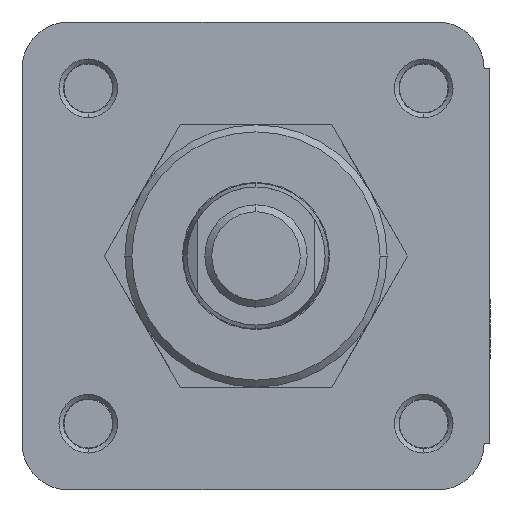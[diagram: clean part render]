
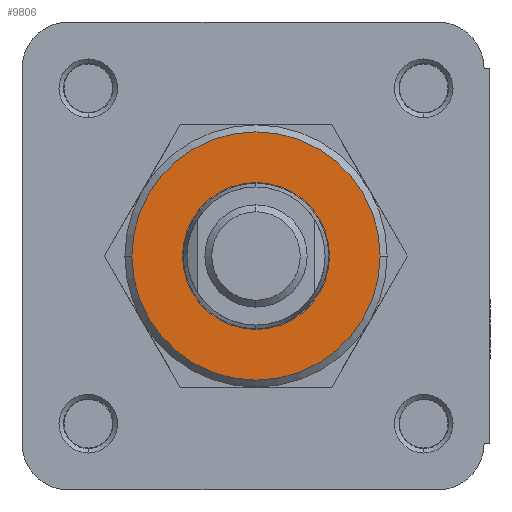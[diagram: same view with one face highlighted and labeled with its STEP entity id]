
A CAD part, left-side view. The second image highlights one B-rep face of the part: STEP entity #9806.
In plain terms, the highlighted planar face has unit normal (-1, 0, 0).
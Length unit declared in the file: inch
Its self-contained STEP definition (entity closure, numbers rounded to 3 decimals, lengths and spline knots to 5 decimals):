
#139 = FACE_BOUND ( 'NONE', #1098, .T. ) ;
#258 = DIRECTION ( 'NONE',  ( 0., 0., -1. ) ) ;
#355 = CIRCLE ( 'NONE', #8107, 0.314 ) ;
#550 = VERTEX_POINT ( 'NONE', #3066 ) ;
#677 = ORIENTED_EDGE ( 'NONE', *, *, #10814, .F. ) ;
#966 = AXIS2_PLACEMENT_3D ( 'NONE', #1965, #9927, #3115 ) ;
#1098 = EDGE_LOOP ( 'NONE', ( #14322, #9107 ) ) ;
#1689 = VERTEX_POINT ( 'NONE', #10963 ) ;
#1965 = CARTESIAN_POINT ( 'NONE',  ( -0.615, 0., 0. ) ) ;
#2164 = AXIS2_PLACEMENT_3D ( 'NONE', #2957, #10898, #4100 ) ;
#2570 = CIRCLE ( 'NONE', #4127, 0.314 ) ;
#2957 = CARTESIAN_POINT ( 'NONE',  ( -0.615, 0., 0. ) ) ;
#3066 = CARTESIAN_POINT ( 'NONE',  ( -0.615, 0.5305, 0. ) ) ;
#3115 = DIRECTION ( 'NONE',  ( 0., 0., -1. ) ) ;
#3324 = DIRECTION ( 'NONE',  ( 1., 0., 0. ) ) ;
#3920 = DIRECTION ( 'NONE',  ( 1., 0., 0. ) ) ;
#4100 = DIRECTION ( 'NONE',  ( 0., 1., 0. ) ) ;
#4127 = AXIS2_PLACEMENT_3D ( 'NONE', #13966, #7114, #258 ) ;
#4196 = PLANE ( 'NONE',  #966 ) ;
#4336 = EDGE_CURVE ( 'NONE', #9124, #550, #8875, .T. ) ;
#4497 = EDGE_LOOP ( 'NONE', ( #677, #12009 ) ) ;
#6211 = FACE_OUTER_BOUND ( 'NONE', #4497, .T. ) ;
#6625 = AXIS2_PLACEMENT_3D ( 'NONE', #10701, #3920, #11856 ) ;
#7114 = DIRECTION ( 'NONE',  ( 1., 0., 0. ) ) ;
#7597 = CARTESIAN_POINT ( 'NONE',  ( -0.615, 0., 0.314 ) ) ;
#8107 = AXIS2_PLACEMENT_3D ( 'NONE', #10122, #3324, #11277 ) ;
#8804 = CIRCLE ( 'NONE', #6625, 0.5305 ) ;
#8875 = CIRCLE ( 'NONE', #2164, 0.5305 ) ;
#9107 = ORIENTED_EDGE ( 'NONE', *, *, #11509, .T. ) ;
#9124 = VERTEX_POINT ( 'NONE', #11973 ) ;
#9806 = ADVANCED_FACE ( 'NONE', ( #139, #6211 ), #4196, .F. ) ;
#9927 = DIRECTION ( 'NONE',  ( 1., 0., 0. ) ) ;
#10122 = CARTESIAN_POINT ( 'NONE',  ( -0.615, 0., 0. ) ) ;
#10701 = CARTESIAN_POINT ( 'NONE',  ( -0.615, 0., 0. ) ) ;
#10814 = EDGE_CURVE ( 'NONE', #550, #9124, #8804, .T. ) ;
#10898 = DIRECTION ( 'NONE',  ( 1., 0., 0. ) ) ;
#10963 = CARTESIAN_POINT ( 'NONE',  ( -0.615, 0., -0.314 ) ) ;
#11277 = DIRECTION ( 'NONE',  ( 0., 0., -1. ) ) ;
#11509 = EDGE_CURVE ( 'NONE', #13812, #1689, #355, .T. ) ;
#11856 = DIRECTION ( 'NONE',  ( 0., 1., 0. ) ) ;
#11973 = CARTESIAN_POINT ( 'NONE',  ( -0.615, -0.5305, 0. ) ) ;
#12009 = ORIENTED_EDGE ( 'NONE', *, *, #4336, .F. ) ;
#12382 = EDGE_CURVE ( 'NONE', #1689, #13812, #2570, .T. ) ;
#13812 = VERTEX_POINT ( 'NONE', #7597 ) ;
#13966 = CARTESIAN_POINT ( 'NONE',  ( -0.615, 0., 0. ) ) ;
#14322 = ORIENTED_EDGE ( 'NONE', *, *, #12382, .T. ) ;
